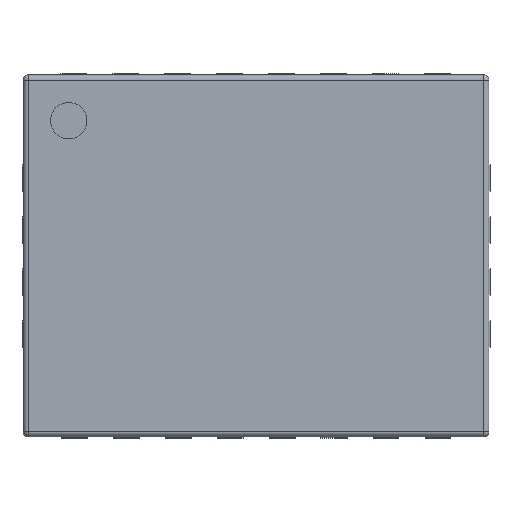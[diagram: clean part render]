
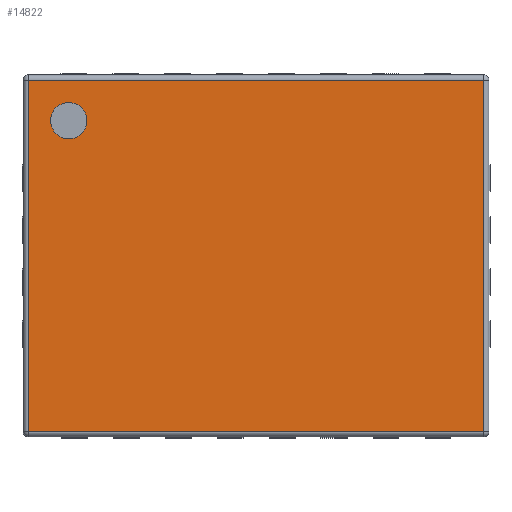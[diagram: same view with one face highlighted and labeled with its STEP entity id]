
A CAD part, top view. The second image highlights one B-rep face of the part: STEP entity #14822.
In plain terms, the highlighted planar face has unit normal (0, 0, 1).
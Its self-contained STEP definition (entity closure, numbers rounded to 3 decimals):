
#3558 = CYLINDRICAL_SURFACE('',#3559,0.05);
#3559 = AXIS2_PLACEMENT_3D('',#3560,#3561,#3562);
#3560 = CARTESIAN_POINT('',(1.69,2.19,0.83));
#3561 = DIRECTION('',(-0.,-1.,-0.));
#3562 = DIRECTION('',(0.,0.,1.));
#12646 = VERTEX_POINT('',#12647);
#12647 = CARTESIAN_POINT('',(1.69,2.19,0.88));
#12669 = VERTEX_POINT('',#12670);
#12670 = CARTESIAN_POINT('',(1.69,-2.19,0.88));
#12695 = EDGE_CURVE('',#12646,#12669,#12696,.T.);
#12696 = SURFACE_CURVE('',#12697,(#12701,#12708),.PCURVE_S1.);
#12697 = LINE('',#12698,#12699);
#12698 = CARTESIAN_POINT('',(1.69,2.19,0.88));
#12699 = VECTOR('',#12700,1.);
#12700 = DIRECTION('',(-0.,-1.,-0.));
#12701 = PCURVE('',#3558,#12702);
#12702 = DEFINITIONAL_REPRESENTATION('',(#12703),#12707);
#12703 = LINE('',#12704,#12705);
#12704 = CARTESIAN_POINT('',(-0.,0.));
#12705 = VECTOR('',#12706,1.);
#12706 = DIRECTION('',(-0.,1.));
#12707 = ( GEOMETRIC_REPRESENTATION_CONTEXT(2) 
PARAMETRIC_REPRESENTATION_CONTEXT() REPRESENTATION_CONTEXT('2D SPACE',''
  ) );
#12708 = PCURVE('',#12709,#12714);
#12709 = PLANE('',#12710);
#12710 = AXIS2_PLACEMENT_3D('',#12711,#12712,#12713);
#12711 = CARTESIAN_POINT('',(-1.74,-2.24,0.88));
#12712 = DIRECTION('',(0.,0.,1.));
#12713 = DIRECTION('',(1.,0.,0.));
#12714 = DEFINITIONAL_REPRESENTATION('',(#12715),#12719);
#12715 = LINE('',#12716,#12717);
#12716 = CARTESIAN_POINT('',(3.43,4.43));
#12717 = VECTOR('',#12718,1.);
#12718 = DIRECTION('',(-0.,-1.));
#12719 = ( GEOMETRIC_REPRESENTATION_CONTEXT(2) 
PARAMETRIC_REPRESENTATION_CONTEXT() REPRESENTATION_CONTEXT('2D SPACE',''
  ) );
#13004 = CYLINDRICAL_SURFACE('',#13005,0.05);
#13005 = AXIS2_PLACEMENT_3D('',#13006,#13007,#13008);
#13006 = CARTESIAN_POINT('',(-1.69,2.19,0.83));
#13007 = DIRECTION('',(-0.,-1.,-0.));
#13008 = DIRECTION('',(-1.,0.,0.));
#13292 = CYLINDRICAL_SURFACE('',#13293,0.05);
#13293 = AXIS2_PLACEMENT_3D('',#13294,#13295,#13296);
#13294 = CARTESIAN_POINT('',(-1.74,-2.19,0.83));
#13295 = DIRECTION('',(1.,0.,0.));
#13296 = DIRECTION('',(0.,-1.,0.));
#14297 = CYLINDRICAL_SURFACE('',#14298,0.05);
#14298 = AXIS2_PLACEMENT_3D('',#14299,#14300,#14301);
#14299 = CARTESIAN_POINT('',(-1.74,2.19,0.83));
#14300 = DIRECTION('',(1.,0.,0.));
#14301 = DIRECTION('',(0.,1.,0.));
#14822 = ADVANCED_FACE('',(#14823,#14893),#12709,.T.);
#14823 = FACE_BOUND('',#14824,.T.);
#14824 = EDGE_LOOP('',(#14825,#14848,#14849,#14872));
#14825 = ORIENTED_EDGE('',*,*,#14826,.T.);
#14826 = EDGE_CURVE('',#14827,#12669,#14829,.T.);
#14827 = VERTEX_POINT('',#14828);
#14828 = CARTESIAN_POINT('',(-1.69,-2.19,0.88));
#14829 = SURFACE_CURVE('',#14830,(#14834,#14841),.PCURVE_S1.);
#14830 = LINE('',#14831,#14832);
#14831 = CARTESIAN_POINT('',(-1.74,-2.19,0.88));
#14832 = VECTOR('',#14833,1.);
#14833 = DIRECTION('',(1.,0.,0.));
#14834 = PCURVE('',#12709,#14835);
#14835 = DEFINITIONAL_REPRESENTATION('',(#14836),#14840);
#14836 = LINE('',#14837,#14838);
#14837 = CARTESIAN_POINT('',(0.,0.05));
#14838 = VECTOR('',#14839,1.);
#14839 = DIRECTION('',(1.,0.));
#14840 = ( GEOMETRIC_REPRESENTATION_CONTEXT(2) 
PARAMETRIC_REPRESENTATION_CONTEXT() REPRESENTATION_CONTEXT('2D SPACE',''
  ) );
#14841 = PCURVE('',#13292,#14842);
#14842 = DEFINITIONAL_REPRESENTATION('',(#14843),#14847);
#14843 = LINE('',#14844,#14845);
#14844 = CARTESIAN_POINT('',(-1.571,0.));
#14845 = VECTOR('',#14846,1.);
#14846 = DIRECTION('',(-0.,1.));
#14847 = ( GEOMETRIC_REPRESENTATION_CONTEXT(2) 
PARAMETRIC_REPRESENTATION_CONTEXT() REPRESENTATION_CONTEXT('2D SPACE',''
  ) );
#14848 = ORIENTED_EDGE('',*,*,#12695,.F.);
#14849 = ORIENTED_EDGE('',*,*,#14850,.F.);
#14850 = EDGE_CURVE('',#14851,#12646,#14853,.T.);
#14851 = VERTEX_POINT('',#14852);
#14852 = CARTESIAN_POINT('',(-1.69,2.19,0.88));
#14853 = SURFACE_CURVE('',#14854,(#14858,#14865),.PCURVE_S1.);
#14854 = LINE('',#14855,#14856);
#14855 = CARTESIAN_POINT('',(-1.74,2.19,0.88));
#14856 = VECTOR('',#14857,1.);
#14857 = DIRECTION('',(1.,0.,0.));
#14858 = PCURVE('',#12709,#14859);
#14859 = DEFINITIONAL_REPRESENTATION('',(#14860),#14864);
#14860 = LINE('',#14861,#14862);
#14861 = CARTESIAN_POINT('',(0.,4.43));
#14862 = VECTOR('',#14863,1.);
#14863 = DIRECTION('',(1.,0.));
#14864 = ( GEOMETRIC_REPRESENTATION_CONTEXT(2) 
PARAMETRIC_REPRESENTATION_CONTEXT() REPRESENTATION_CONTEXT('2D SPACE',''
  ) );
#14865 = PCURVE('',#14297,#14866);
#14866 = DEFINITIONAL_REPRESENTATION('',(#14867),#14871);
#14867 = LINE('',#14868,#14869);
#14868 = CARTESIAN_POINT('',(1.571,0.));
#14869 = VECTOR('',#14870,1.);
#14870 = DIRECTION('',(0.,1.));
#14871 = ( GEOMETRIC_REPRESENTATION_CONTEXT(2) 
PARAMETRIC_REPRESENTATION_CONTEXT() REPRESENTATION_CONTEXT('2D SPACE',''
  ) );
#14872 = ORIENTED_EDGE('',*,*,#14873,.T.);
#14873 = EDGE_CURVE('',#14851,#14827,#14874,.T.);
#14874 = SURFACE_CURVE('',#14875,(#14879,#14886),.PCURVE_S1.);
#14875 = LINE('',#14876,#14877);
#14876 = CARTESIAN_POINT('',(-1.69,2.19,0.88));
#14877 = VECTOR('',#14878,1.);
#14878 = DIRECTION('',(-0.,-1.,-0.));
#14879 = PCURVE('',#12709,#14880);
#14880 = DEFINITIONAL_REPRESENTATION('',(#14881),#14885);
#14881 = LINE('',#14882,#14883);
#14882 = CARTESIAN_POINT('',(0.05,4.43));
#14883 = VECTOR('',#14884,1.);
#14884 = DIRECTION('',(-0.,-1.));
#14885 = ( GEOMETRIC_REPRESENTATION_CONTEXT(2) 
PARAMETRIC_REPRESENTATION_CONTEXT() REPRESENTATION_CONTEXT('2D SPACE',''
  ) );
#14886 = PCURVE('',#13004,#14887);
#14887 = DEFINITIONAL_REPRESENTATION('',(#14888),#14892);
#14888 = LINE('',#14889,#14890);
#14889 = CARTESIAN_POINT('',(-1.571,0.));
#14890 = VECTOR('',#14891,1.);
#14891 = DIRECTION('',(-0.,1.));
#14892 = ( GEOMETRIC_REPRESENTATION_CONTEXT(2) 
PARAMETRIC_REPRESENTATION_CONTEXT() REPRESENTATION_CONTEXT('2D SPACE',''
  ) );
#14893 = FACE_BOUND('',#14894,.T.);
#14894 = EDGE_LOOP('',(#14895));
#14895 = ORIENTED_EDGE('',*,*,#14896,.F.);
#14896 = EDGE_CURVE('',#14897,#14897,#14899,.T.);
#14897 = VERTEX_POINT('',#14898);
#14898 = CARTESIAN_POINT('',(-1.125,-1.8,0.88));
#14899 = SURFACE_CURVE('',#14900,(#14905,#14912),.PCURVE_S1.);
#14900 = CIRCLE('',#14901,0.175);
#14901 = AXIS2_PLACEMENT_3D('',#14902,#14903,#14904);
#14902 = CARTESIAN_POINT('',(-1.3,-1.8,0.88));
#14903 = DIRECTION('',(0.,0.,1.));
#14904 = DIRECTION('',(1.,0.,0.));
#14905 = PCURVE('',#12709,#14906);
#14906 = DEFINITIONAL_REPRESENTATION('',(#14907),#14911);
#14907 = CIRCLE('',#14908,0.175);
#14908 = AXIS2_PLACEMENT_2D('',#14909,#14910);
#14909 = CARTESIAN_POINT('',(0.44,0.44));
#14910 = DIRECTION('',(1.,0.));
#14911 = ( GEOMETRIC_REPRESENTATION_CONTEXT(2) 
PARAMETRIC_REPRESENTATION_CONTEXT() REPRESENTATION_CONTEXT('2D SPACE',''
  ) );
#14912 = PCURVE('',#14913,#14918);
#14913 = CYLINDRICAL_SURFACE('',#14914,0.175);
#14914 = AXIS2_PLACEMENT_3D('',#14915,#14916,#14917);
#14915 = CARTESIAN_POINT('',(-1.3,-1.8,0.88));
#14916 = DIRECTION('',(-0.,-0.,-1.));
#14917 = DIRECTION('',(1.,0.,0.));
#14918 = DEFINITIONAL_REPRESENTATION('',(#14919),#14923);
#14919 = LINE('',#14920,#14921);
#14920 = CARTESIAN_POINT('',(-0.,0.));
#14921 = VECTOR('',#14922,1.);
#14922 = DIRECTION('',(-1.,0.));
#14923 = ( GEOMETRIC_REPRESENTATION_CONTEXT(2) 
PARAMETRIC_REPRESENTATION_CONTEXT() REPRESENTATION_CONTEXT('2D SPACE',''
  ) );
